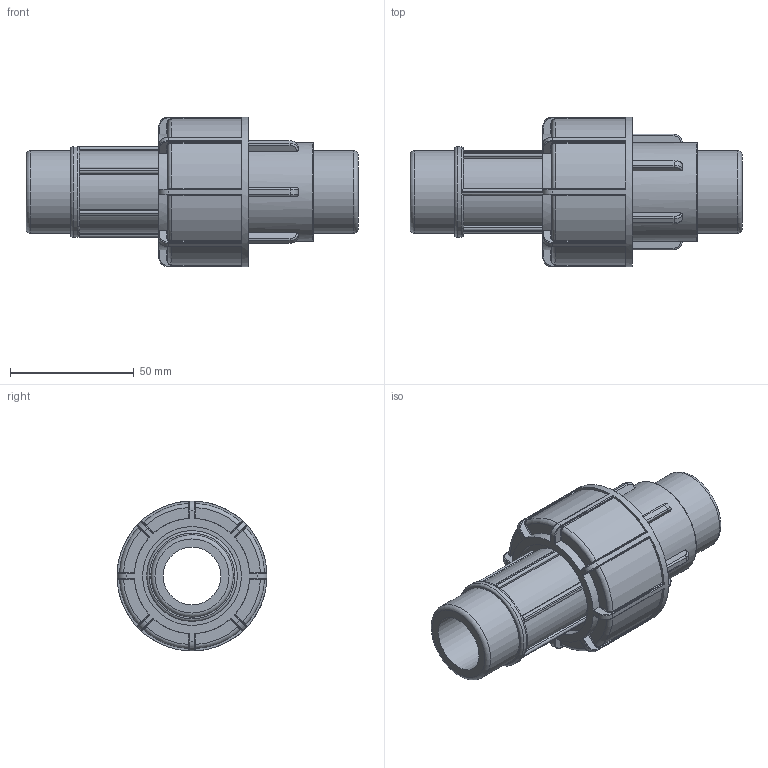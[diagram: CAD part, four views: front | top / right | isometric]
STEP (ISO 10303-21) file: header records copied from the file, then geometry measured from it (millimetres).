
FILE_DESCRIPTION(/* description */ ('PLASSON L.14 UNION ADAPTOR MALE/MALE (SILVER) 1"-1"'),/* implementation_level */ '2;1');
FILE_NAME(/* name */ '1402M010010.ipt.stp',/* time_stamp */ '2018-04-09T13:02:54+03:00',/* author */ ('KIM'),/* organization */ (''),/* preprocessor_version */ 'ST-DEVELOPER v15.6',/* originating_system */ 'Autodesk Inventor 2015',/* authorisation */ '');
FILE_SCHEMA (('AUTOMOTIVE_DESIGN { 1 0 10303 214 3 1 1 }'));
Length unit declared in the file: millimetre
Products named in the file (1): 1402M010010
Bounding box: 134 x 60.5 x 60.5 mm (x, y, z)
Volume: 134733.3 mm3; surface area: 34678.1 mm2
Topology: 1 solids, 1 shells, 297 faces, 761 edges, 471 vertices
Faces by surface type: cylinder 140, plane 92, torus 33, bspline 32
Full cylindrical faces by diameter (mm): 23.274 x1, 33.249 x2, 36.574 x1, 39.899 x2, 60.5 x1
Entity records: 10060 total; most frequent: CARTESIAN_POINT 2967, ORIENTED_EDGE 1496, DIRECTION 1478, EDGE_CURVE 748, AXIS2_PLACEMENT_3D 576, VERTEX_POINT 469, LINE 326, VECTOR 326
